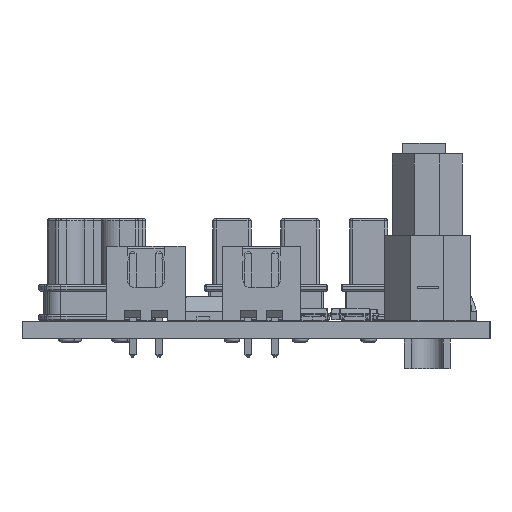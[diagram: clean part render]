
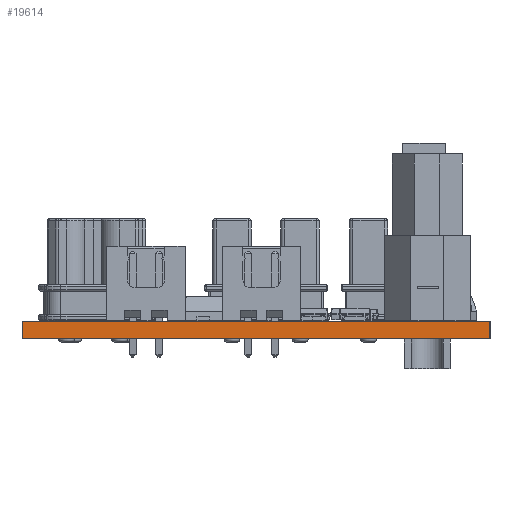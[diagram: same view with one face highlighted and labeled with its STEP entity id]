
A CAD part, left-side view. The second image highlights one B-rep face of the part: STEP entity #19614.
In plain terms, the highlighted planar face has unit normal (-1, 0, 0).
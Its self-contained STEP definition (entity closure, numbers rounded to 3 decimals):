
#19558 = VERTEX_POINT('',#19559);
#19559 = CARTESIAN_POINT('',(-42.5,-22.,1.6));
#19565 = EDGE_CURVE('',#19566,#19558,#19568,.T.);
#19566 = VERTEX_POINT('',#19567);
#19567 = CARTESIAN_POINT('',(-42.5,-22.,0.));
#19568 = LINE('',#19569,#19570);
#19569 = CARTESIAN_POINT('',(-42.5,-22.,0.));
#19570 = VECTOR('',#19571,1.);
#19571 = DIRECTION('',(0.,0.,1.));
#19614 = ADVANCED_FACE('',(#19615),#19640,.T.);
#19615 = FACE_BOUND('',#19616,.T.);
#19616 = EDGE_LOOP('',(#19617,#19618,#19626,#19634));
#19617 = ORIENTED_EDGE('',*,*,#19565,.T.);
#19618 = ORIENTED_EDGE('',*,*,#19619,.T.);
#19619 = EDGE_CURVE('',#19558,#19620,#19622,.T.);
#19620 = VERTEX_POINT('',#19621);
#19621 = CARTESIAN_POINT('',(-42.5,22.,1.6));
#19622 = LINE('',#19623,#19624);
#19623 = CARTESIAN_POINT('',(-42.5,-22.,1.6));
#19624 = VECTOR('',#19625,1.);
#19625 = DIRECTION('',(0.,1.,0.));
#19626 = ORIENTED_EDGE('',*,*,#19627,.F.);
#19627 = EDGE_CURVE('',#19628,#19620,#19630,.T.);
#19628 = VERTEX_POINT('',#19629);
#19629 = CARTESIAN_POINT('',(-42.5,22.,0.));
#19630 = LINE('',#19631,#19632);
#19631 = CARTESIAN_POINT('',(-42.5,22.,0.));
#19632 = VECTOR('',#19633,1.);
#19633 = DIRECTION('',(0.,0.,1.));
#19634 = ORIENTED_EDGE('',*,*,#19635,.F.);
#19635 = EDGE_CURVE('',#19566,#19628,#19636,.T.);
#19636 = LINE('',#19637,#19638);
#19637 = CARTESIAN_POINT('',(-42.5,-22.,0.));
#19638 = VECTOR('',#19639,1.);
#19639 = DIRECTION('',(0.,1.,0.));
#19640 = PLANE('',#19641);
#19641 = AXIS2_PLACEMENT_3D('',#19642,#19643,#19644);
#19642 = CARTESIAN_POINT('',(-42.5,-22.,0.));
#19643 = DIRECTION('',(-1.,0.,0.));
#19644 = DIRECTION('',(0.,1.,0.));
